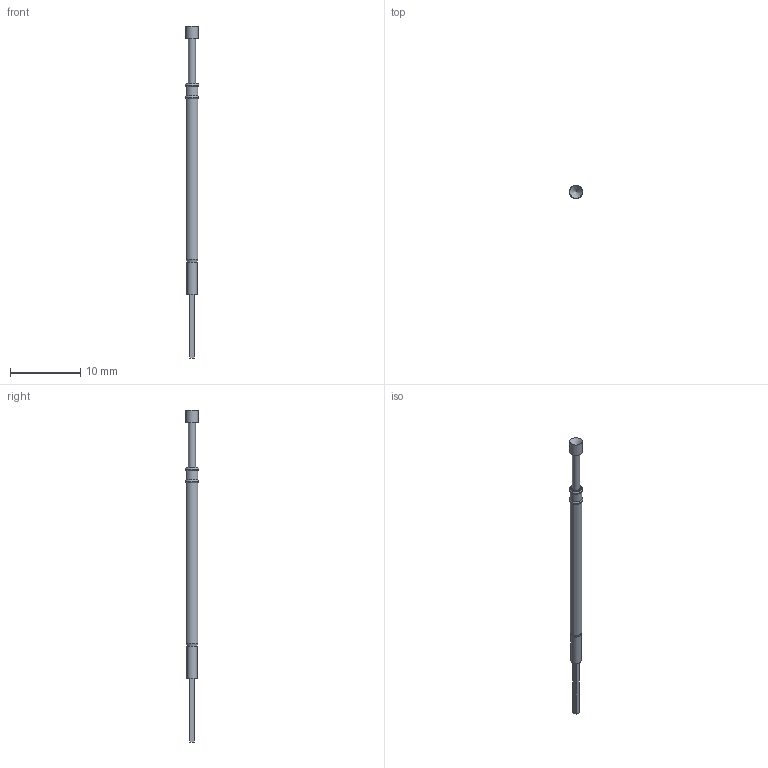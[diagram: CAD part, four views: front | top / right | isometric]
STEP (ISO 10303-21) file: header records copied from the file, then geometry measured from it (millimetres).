
FILE_DESCRIPTION(('R100-1W-P100-A3'),'2;1');
FILE_NAME('Pogopin R100-1W socket with P100-A3 pin.','2021-11-24T20:43:09',('Mario DE WEERD'),(''),' ','FreeCAD','CC-BY-SA');
FILE_SCHEMA(('AP242_MANAGED_MODEL_BASED_3D_ENGINEERING_MIM_LF. {1 0 10303 442 1 1 4 }'));
Length unit declared in the file: millimetre
Products named in the file (1): union002
Bounding box: 1.93 x 1.93 x 47.15 mm (x, y, z)
Volume: 68 mm3; surface area: 559.2 mm2
Topology: 2 solids, 2 shells, 28 faces, 49 edges, 30 vertices
Faces by surface type: plane 13, cylinder 9, torus 4, cone 2
Full cylindrical faces by diameter (mm): 1 x1, 1.02 x1, 1.36 x1, 1.38 x1, 1.47 x1, 1.68 x3, 1.8 x1
Entity records: 1330 total; most frequent: DIRECTION 223, CARTESIAN_POINT 222, LINE 105, VECTOR 105, ORIENTED_EDGE 96, PCURVE 96, DEFINITIONAL_REPRESENTATION 96, AXIS2_PLACEMENT_3D 54
